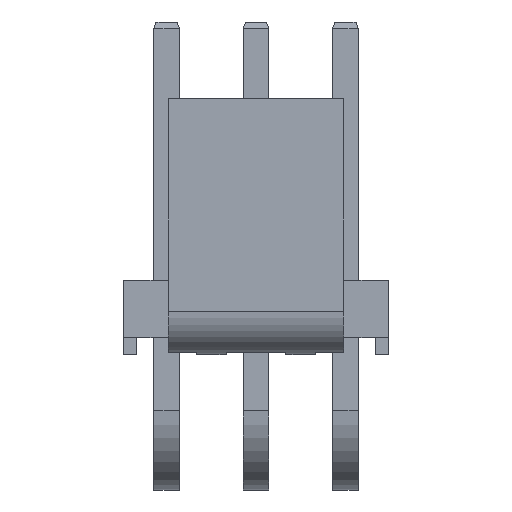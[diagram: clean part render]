
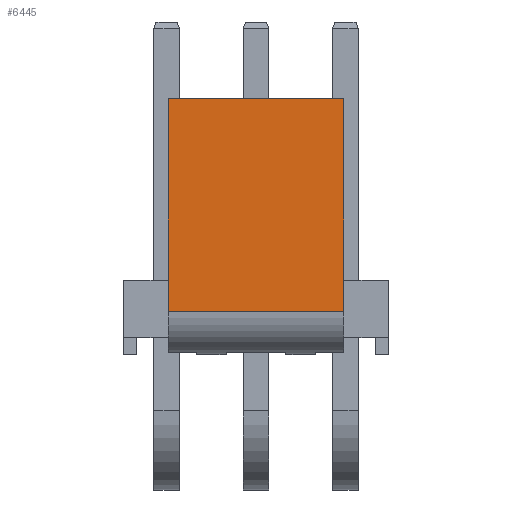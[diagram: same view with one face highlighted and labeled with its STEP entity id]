
A CAD part, top view. The second image highlights one B-rep face of the part: STEP entity #6445.
In plain terms, the highlighted planar face has unit normal (0, 0, 1).
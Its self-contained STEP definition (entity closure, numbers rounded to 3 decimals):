
#1331 = PLANE('',#1332);
#1332 = AXIS2_PLACEMENT_3D('',#1333,#1334,#1335);
#1333 = CARTESIAN_POINT('',(7.845,19.345,10.01));
#1334 = DIRECTION('',(-1.,0.,0.));
#1335 = DIRECTION('',(0.,-1.,0.));
#1609 = PLANE('',#1610);
#1610 = AXIS2_PLACEMENT_3D('',#1611,#1612,#1613);
#1611 = CARTESIAN_POINT('',(0.075,4.715,10.01));
#1612 = DIRECTION('',(1.,0.,0.));
#1613 = DIRECTION('',(0.,1.,0.));
#3087 = EDGE_CURVE('',#3088,#3090,#3092,.T.);
#3088 = VERTEX_POINT('',#3089);
#3089 = CARTESIAN_POINT('',(0.075,7.32,10.01));
#3090 = VERTEX_POINT('',#3091);
#3091 = CARTESIAN_POINT('',(0.075,16.74,10.01));
#3092 = SURFACE_CURVE('',#3093,(#3097,#3104),.PCURVE_S1.);
#3093 = LINE('',#3094,#3095);
#3094 = CARTESIAN_POINT('',(0.075,4.715,10.01));
#3095 = VECTOR('',#3096,1.);
#3096 = DIRECTION('',(0.,1.,0.));
#3097 = PCURVE('',#1609,#3098);
#3098 = DEFINITIONAL_REPRESENTATION('',(#3099),#3103);
#3099 = LINE('',#3100,#3101);
#3100 = CARTESIAN_POINT('',(0.,0.));
#3101 = VECTOR('',#3102,1.);
#3102 = DIRECTION('',(1.,0.));
#3103 = ( GEOMETRIC_REPRESENTATION_CONTEXT(2)
PARAMETRIC_REPRESENTATION_CONTEXT() REPRESENTATION_CONTEXT('2D SPACE',''
) );
#3104 = PCURVE('',#3105,#3110);
#3105 = PLANE('',#3106);
#3106 = AXIS2_PLACEMENT_3D('',#3107,#3108,#3109);
#3107 = CARTESIAN_POINT('',(9.825,16.74,10.01));
#3108 = DIRECTION('',(0.,0.,1.));
#3109 = DIRECTION('',(0.,-1.,0.));
#3110 = DEFINITIONAL_REPRESENTATION('',(#3111),#3115);
#3111 = LINE('',#3112,#3113);
#3112 = CARTESIAN_POINT('',(12.025,-9.75));
#3113 = VECTOR('',#3114,1.);
#3114 = DIRECTION('',(-1.,0.));
#3115 = ( GEOMETRIC_REPRESENTATION_CONTEXT(2)
PARAMETRIC_REPRESENTATION_CONTEXT() REPRESENTATION_CONTEXT('2D SPACE',''
) );
#3134 = CYLINDRICAL_SURFACE('',#3135,1.948);
#3135 = AXIS2_PLACEMENT_3D('',#3136,#3137,#3138);
#3136 = CARTESIAN_POINT('',(9.825,7.357,8.063));
#3137 = DIRECTION('',(1.,0.,0.));
#3138 = DIRECTION('',(0.,-0.019,
1.));
#3366 = PLANE('',#3367);
#3367 = AXIS2_PLACEMENT_3D('',#3368,#3369,#3370);
#3368 = CARTESIAN_POINT('',(9.825,16.74,9.24));
#3369 = DIRECTION('',(0.,1.,0.));
#3370 = DIRECTION('',(0.,0.,1.));
#3791 = EDGE_CURVE('',#3792,#3794,#3796,.T.);
#3792 = VERTEX_POINT('',#3793);
#3793 = CARTESIAN_POINT('',(7.845,16.74,10.01));
#3794 = VERTEX_POINT('',#3795);
#3795 = CARTESIAN_POINT('',(7.845,7.32,10.01));
#3796 = SURFACE_CURVE('',#3797,(#3801,#3808),.PCURVE_S1.);
#3797 = LINE('',#3798,#3799);
#3798 = CARTESIAN_POINT('',(7.845,19.345,10.01));
#3799 = VECTOR('',#3800,1.);
#3800 = DIRECTION('',(0.,-1.,0.));
#3801 = PCURVE('',#1331,#3802);
#3802 = DEFINITIONAL_REPRESENTATION('',(#3803),#3807);
#3803 = LINE('',#3804,#3805);
#3804 = CARTESIAN_POINT('',(0.,0.));
#3805 = VECTOR('',#3806,1.);
#3806 = DIRECTION('',(1.,0.));
#3807 = ( GEOMETRIC_REPRESENTATION_CONTEXT(2)
PARAMETRIC_REPRESENTATION_CONTEXT() REPRESENTATION_CONTEXT('2D SPACE',''
) );
#3808 = PCURVE('',#3105,#3809);
#3809 = DEFINITIONAL_REPRESENTATION('',(#3810),#3814);
#3810 = LINE('',#3811,#3812);
#3811 = CARTESIAN_POINT('',(-2.605,-1.98));
#3812 = VECTOR('',#3813,1.);
#3813 = DIRECTION('',(1.,0.));
#3814 = ( GEOMETRIC_REPRESENTATION_CONTEXT(2)
PARAMETRIC_REPRESENTATION_CONTEXT() REPRESENTATION_CONTEXT('2D SPACE',''
) );
#6445 = ADVANCED_FACE('',(#6446),#3105,.T.);
#6446 = FACE_BOUND('',#6447,.T.);
#6447 = EDGE_LOOP('',(#6448,#6449,#6470,#6471));
#6448 = ORIENTED_EDGE('',*,*,#3791,.F.);
#6449 = ORIENTED_EDGE('',*,*,#6450,.T.);
#6450 = EDGE_CURVE('',#3792,#3090,#6451,.T.);
#6451 = SURFACE_CURVE('',#6452,(#6456,#6463),.PCURVE_S1.);
#6452 = LINE('',#6453,#6454);
#6453 = CARTESIAN_POINT('',(9.825,16.74,10.01));
#6454 = VECTOR('',#6455,1.);
#6455 = DIRECTION('',(-1.,0.,0.));
#6456 = PCURVE('',#3105,#6457);
#6457 = DEFINITIONAL_REPRESENTATION('',(#6458),#6462);
#6458 = LINE('',#6459,#6460);
#6459 = CARTESIAN_POINT('',(0.,0.));
#6460 = VECTOR('',#6461,1.);
#6461 = DIRECTION('',(0.,-1.));
#6462 = ( GEOMETRIC_REPRESENTATION_CONTEXT(2)
PARAMETRIC_REPRESENTATION_CONTEXT() REPRESENTATION_CONTEXT('2D SPACE',''
) );
#6463 = PCURVE('',#3366,#6464);
#6464 = DEFINITIONAL_REPRESENTATION('',(#6465),#6469);
#6465 = LINE('',#6466,#6467);
#6466 = CARTESIAN_POINT('',(0.77,0.));
#6467 = VECTOR('',#6468,1.);
#6468 = DIRECTION('',(0.,-1.));
#6469 = ( GEOMETRIC_REPRESENTATION_CONTEXT(2)
PARAMETRIC_REPRESENTATION_CONTEXT() REPRESENTATION_CONTEXT('2D SPACE',''
) );
#6470 = ORIENTED_EDGE('',*,*,#3087,.F.);
#6471 = ORIENTED_EDGE('',*,*,#6472,.F.);
#6472 = EDGE_CURVE('',#3794,#3088,#6473,.T.);
#6473 = SURFACE_CURVE('',#6474,(#6478,#6485),.PCURVE_S1.);
#6474 = LINE('',#6475,#6476);
#6475 = CARTESIAN_POINT('',(9.825,7.32,10.01));
#6476 = VECTOR('',#6477,1.);
#6477 = DIRECTION('',(-1.,0.,0.));
#6478 = PCURVE('',#3105,#6479);
#6479 = DEFINITIONAL_REPRESENTATION('',(#6480),#6484);
#6480 = LINE('',#6481,#6482);
#6481 = CARTESIAN_POINT('',(9.42,0.));
#6482 = VECTOR('',#6483,1.);
#6483 = DIRECTION('',(0.,-1.));
#6484 = ( GEOMETRIC_REPRESENTATION_CONTEXT(2)
PARAMETRIC_REPRESENTATION_CONTEXT() REPRESENTATION_CONTEXT('2D SPACE',''
) );
#6485 = PCURVE('',#3134,#6486);
#6486 = DEFINITIONAL_REPRESENTATION('',(#6487),#6491);
#6487 = LINE('',#6488,#6489);
#6488 = CARTESIAN_POINT('',(0.,0.));
#6489 = VECTOR('',#6490,1.);
#6490 = DIRECTION('',(0.,-1.));
#6491 = ( GEOMETRIC_REPRESENTATION_CONTEXT(2)
PARAMETRIC_REPRESENTATION_CONTEXT() REPRESENTATION_CONTEXT('2D SPACE',''
) );
